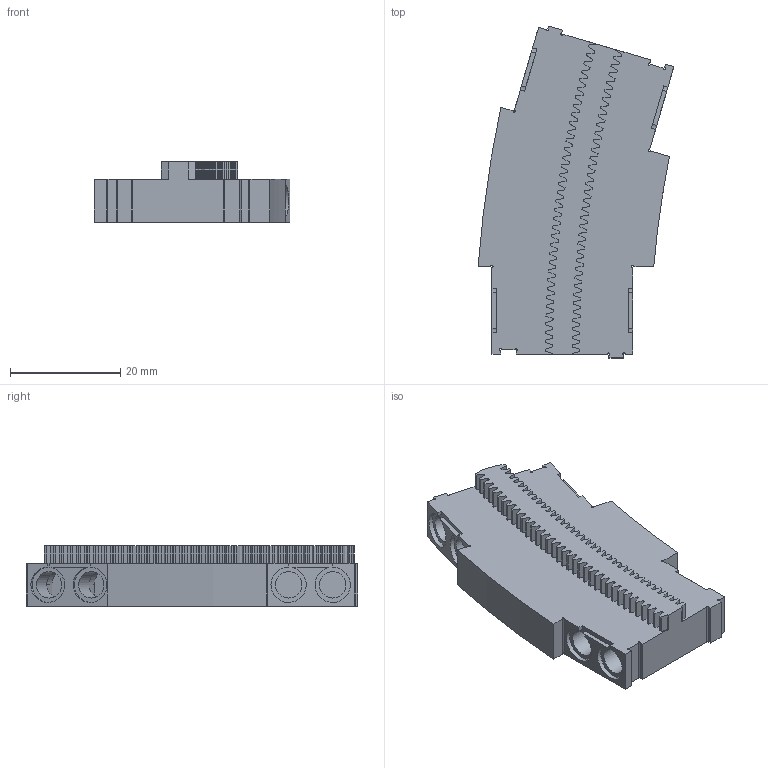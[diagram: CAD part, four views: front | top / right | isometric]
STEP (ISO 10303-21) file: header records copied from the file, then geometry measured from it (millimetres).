
FILE_DESCRIPTION(('Open CASCADE Model'),'2;1');
FILE_NAME('Open CASCADE Shape Model','2024-11-11T22:32:16',('Author'),( 'Open CASCADE'),'Open CASCADE STEP processor 7.7','Open CASCADE 7.7' ,'Unknown');
FILE_SCHEMA(('AUTOMOTIVE_DESIGN { 1 0 10303 214 1 1 1 1 }'));
Length unit declared in the file: millimetre
Products named in the file (1): Open CASCADE STEP translator 7.7 6
Bounding box: 35.57 x 60.3 x 11 mm (x, y, z)
Volume: 10823.2 mm3; surface area: 7184.1 mm2
Topology: 1 solids, 1 shells, 516 faces, 1516 edges, 1008 vertices
Faces by surface type: plane 400, cylinder 116
Full cylindrical faces by diameter (mm): 4.8 x8
Entity records: 36898 total; most frequent: CARTESIAN_POINT 6337, DIRECTION 5778, LINE 4068, VECTOR 4068, ORIENTED_EDGE 3032, PCURVE 3032, DEFINITIONAL_REPRESENTATION 3032, EDGE_CURVE 1516
